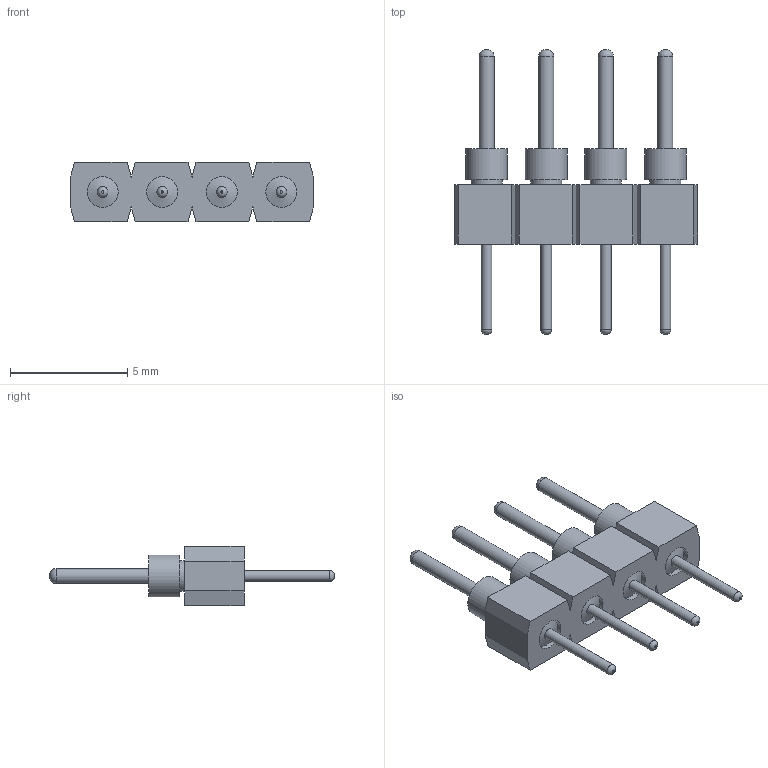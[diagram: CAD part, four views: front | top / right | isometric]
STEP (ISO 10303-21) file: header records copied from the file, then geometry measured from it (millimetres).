
FILE_DESCRIPTION(/* description */ ('STEP AP214'),/* implementation_level */ '2;1');
FILE_NAME(/* name */ 'TS-104-T-A',/* time_stamp */ '2025-10-23T15:04:52+02:00',/* author */ ('License CC BY-ND 4.0'),/* organization */ ('CADENAS'),/* preprocessor_version */ 'ST-DEVELOPER v19.3',/* originating_system */ 'PARTsolutions',/* authorisation */ ' ');
FILE_SCHEMA (('MODEL_BASED_INTEGRATED_MANUFACTURING_SCHEMA','AUTOMOTIVE_DESIGN {1 0 10303 214 3 1 1}'));
Length unit declared in the file: inch
Products named in the file (3): TS-104-T-A; TS-104-G-A_socket; -101-G-A_pins
Assembly tree (5 placements, depth 2):
  TS-104-T-A
    TS-104-G-A_socket
    -101-G-A_pins  x4
Bounding box: 10.36 x 12.12 x 2.54 mm (x, y, z)
Volume: 82.8 mm3; surface area: 314.6 mm2
Topology: 5 solids, 5 shells, 96 faces, 202 edges, 132 vertices
Faces by surface type: plane 52, cylinder 28, cone 8, torus 8
Full cylindrical faces by diameter (mm): 0.457 x4, 0.635 x4, 1.321 x12, 1.778 x8
Entity records: 1550 total; most frequent: DIRECTION 256, CARTESIAN_POINT 248, ORIENTED_EDGE 214, EDGE_CURVE 107, AXIS2_PLACEMENT_3D 89, EDGE_LOOP 86, FACE_BOUND 86, VERTEX_POINT 81
